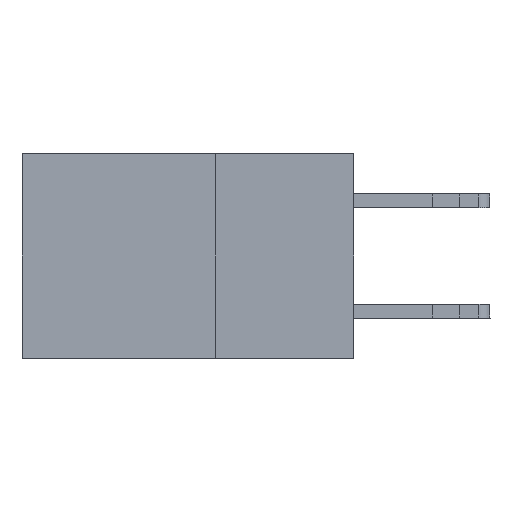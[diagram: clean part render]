
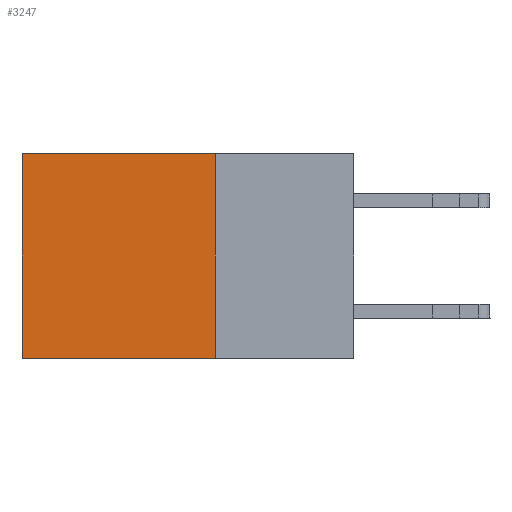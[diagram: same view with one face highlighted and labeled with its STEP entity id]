
A CAD part, left-side view. The second image highlights one B-rep face of the part: STEP entity #3247.
In plain terms, the highlighted planar face has unit normal (-1, 0, 0).
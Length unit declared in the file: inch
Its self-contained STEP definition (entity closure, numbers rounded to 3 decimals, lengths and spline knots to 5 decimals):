
#829 = DIRECTION ( 'NONE',  ( 1., 0., 0. ) ) ;
#867 = LINE ( 'NONE', #20543, #4881 ) ;
#3117 = LINE ( 'NONE', #8789, #16083 ) ;
#3247 = ADVANCED_FACE ( 'NONE', ( #10718 ), #22445, .F. ) ;
#3500 = DIRECTION ( 'NONE',  ( 0., 0., -1. ) ) ;
#3699 = EDGE_LOOP ( 'NONE', ( #5090, #11995, #14693, #11629 ) ) ;
#4191 = LINE ( 'NONE', #7038, #22100 ) ;
#4881 = VECTOR ( 'NONE', #16453, 39.37008 ) ;
#5090 = ORIENTED_EDGE ( 'NONE', *, *, #16072, .T. ) ;
#7038 = CARTESIAN_POINT ( 'NONE',  ( 0.2875, 0.25, -0.37 ) ) ;
#8277 = VERTEX_POINT ( 'NONE', #21623 ) ;
#8789 = CARTESIAN_POINT ( 'NONE',  ( 0.2875, 0.25, 0. ) ) ;
#9979 = VERTEX_POINT ( 'NONE', #10679 ) ;
#10114 = EDGE_CURVE ( 'NONE', #8277, #10422, #4191, .T. ) ;
#10373 = VERTEX_POINT ( 'NONE', #24946 ) ;
#10422 = VERTEX_POINT ( 'NONE', #16822 ) ;
#10679 = CARTESIAN_POINT ( 'NONE',  ( 0.2875, 0.6, 0. ) ) ;
#10718 = FACE_OUTER_BOUND ( 'NONE', #3699, .T. ) ;
#11629 = ORIENTED_EDGE ( 'NONE', *, *, #24020, .T. ) ;
#11995 = ORIENTED_EDGE ( 'NONE', *, *, #10114, .F. ) ;
#12650 = EDGE_CURVE ( 'NONE', #10373, #8277, #3117, .T. ) ;
#14693 = ORIENTED_EDGE ( 'NONE', *, *, #12650, .F. ) ;
#15991 = CARTESIAN_POINT ( 'NONE',  ( 0.2875, 0.25, 0. ) ) ;
#16072 = EDGE_CURVE ( 'NONE', #9979, #10422, #867, .T. ) ;
#16083 = VECTOR ( 'NONE', #25518, 39.37008 ) ;
#16453 = DIRECTION ( 'NONE',  ( 0., 0., -1. ) ) ;
#16822 = CARTESIAN_POINT ( 'NONE',  ( 0.2875, 0.6, -0.37 ) ) ;
#17243 = VECTOR ( 'NONE', #26111, 39.37008 ) ;
#18537 = AXIS2_PLACEMENT_3D ( 'NONE', #26026, #829, #3500 ) ;
#20543 = CARTESIAN_POINT ( 'NONE',  ( 0.2875, 0.6, 0. ) ) ;
#21462 = LINE ( 'NONE', #15991, #17243 ) ;
#21623 = CARTESIAN_POINT ( 'NONE',  ( 0.2875, 0.25, -0.37 ) ) ;
#22100 = VECTOR ( 'NONE', #26288, 39.37008 ) ;
#22445 = PLANE ( 'NONE',  #18537 ) ;
#24020 = EDGE_CURVE ( 'NONE', #10373, #9979, #21462, .T. ) ;
#24946 = CARTESIAN_POINT ( 'NONE',  ( 0.2875, 0.25, 0. ) ) ;
#25518 = DIRECTION ( 'NONE',  ( 0., 0., -1. ) ) ;
#26026 = CARTESIAN_POINT ( 'NONE',  ( 0.2875, 0.25, 0. ) ) ;
#26111 = DIRECTION ( 'NONE',  ( 0., 1., 0. ) ) ;
#26288 = DIRECTION ( 'NONE',  ( 0., 1., 0. ) ) ;
